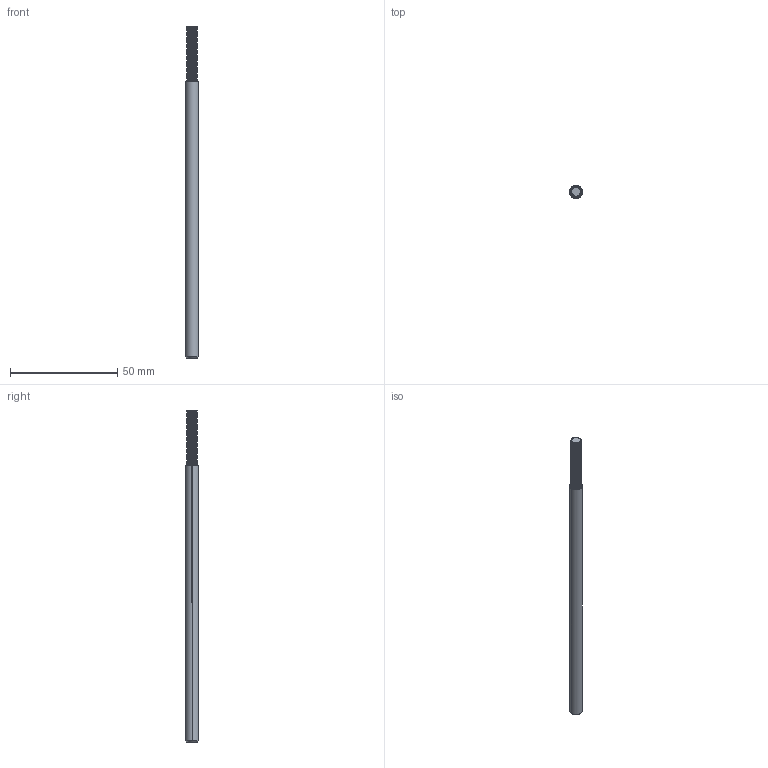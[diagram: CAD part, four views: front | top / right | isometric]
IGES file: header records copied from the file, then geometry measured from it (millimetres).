
Start section: SolidWorks IGES file using analytic representation for surfaces
Global section: file name: arbreD=6mm.IGS; native system: SolidWorks 2016; preprocessor: SolidWorks 2016; author: Patrick; date: 170713.164807; units: millimetre
Bounding box: 6 x 6 x 155 mm (x, y, z)
Surface area: 3078.7 mm2 (no closed solid volume)
Topology: 0 solids, 0 shells, 77 faces, 1468 edges, 1468 vertices
Faces by surface type: revolution 70, bspline 7
